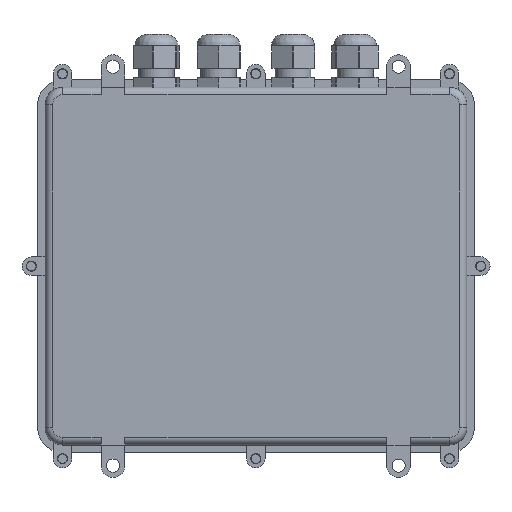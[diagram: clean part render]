
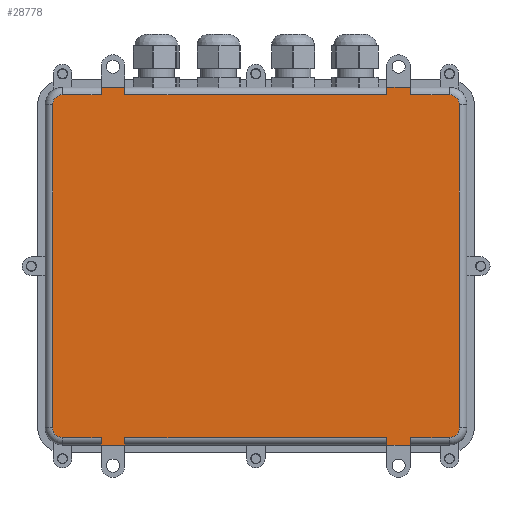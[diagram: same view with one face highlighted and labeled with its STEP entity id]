
A CAD part, front view. The second image highlights one B-rep face of the part: STEP entity #28778.
In plain terms, the highlighted planar face has unit normal (0, -1, 0).
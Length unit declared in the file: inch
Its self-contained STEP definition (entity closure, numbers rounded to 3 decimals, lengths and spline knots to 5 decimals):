
#26113=CARTESIAN_POINT('',(2.63635,-1.32,0.425));
#26114=VERTEX_POINT('',#26113);
#26124=CARTESIAN_POINT('',(-2.63635,-1.32,0.425));
#26125=VERTEX_POINT('',#26124);
#26126=CARTESIAN_POINT('',(2.63635,-1.32,0.425));
#26127=DIRECTION('',(-1.0,0.0,0.0));
#26128=VECTOR('',#26127,5.27271);
#26129=LINE('',#26126,#26128);
#26130=EDGE_CURVE('',#26114,#26125,#26129,.T.);
#26218=CARTESIAN_POINT('',(3.11365,-1.32,0.425));
#26219=VERTEX_POINT('',#26218);
#26237=CARTESIAN_POINT('',(3.89844,-1.32,0.425));
#26238=VERTEX_POINT('',#26237);
#26246=CARTESIAN_POINT('',(3.89844,-1.32,0.425));
#26247=DIRECTION('',(-1.0,0.0,0.0));
#26248=VECTOR('',#26247,0.78479);
#26249=LINE('',#26246,#26248);
#26250=EDGE_CURVE('',#26238,#26219,#26249,.T.);
#26262=CARTESIAN_POINT('',(4.09844,-1.32,0.625));
#26263=VERTEX_POINT('',#26262);
#26271=CARTESIAN_POINT('',(3.89844,-1.32,0.625));
#26272=DIRECTION('',(0.0,1.0,0.0));
#26273=DIRECTION('',(0.707,0.0,-0.707));
#26274=AXIS2_PLACEMENT_3D('',#26271,#26272,#26273);
#26275=CIRCLE('',#26274,0.2);
#26276=EDGE_CURVE('',#26263,#26238,#26275,.T.);
#26296=CARTESIAN_POINT('',(4.09844,-1.32,7.125));
#26297=VERTEX_POINT('',#26296);
#26305=CARTESIAN_POINT('',(4.09844,-1.32,7.125));
#26306=DIRECTION('',(0.0,0.0,-1.0));
#26307=VECTOR('',#26306,6.5);
#26308=LINE('',#26305,#26307);
#26309=EDGE_CURVE('',#26297,#26263,#26308,.T.);
#26328=CARTESIAN_POINT('',(3.89844,-1.32,7.325));
#26329=VERTEX_POINT('',#26328);
#26337=CARTESIAN_POINT('',(3.89844,-1.32,7.125));
#26338=DIRECTION('',(0.0,1.0,0.0));
#26339=DIRECTION('',(0.707,0.0,0.707));
#26340=AXIS2_PLACEMENT_3D('',#26337,#26338,#26339);
#26341=CIRCLE('',#26340,0.2);
#26342=EDGE_CURVE('',#26329,#26297,#26341,.T.);
#26360=CARTESIAN_POINT('',(3.11365,-1.32,7.325));
#26361=VERTEX_POINT('',#26360);
#26371=CARTESIAN_POINT('',(3.11365,-1.32,7.325));
#26372=DIRECTION('',(1.0,0.0,0.0));
#26373=VECTOR('',#26372,0.78479);
#26374=LINE('',#26371,#26373);
#26375=EDGE_CURVE('',#26361,#26329,#26374,.T.);
#26593=CARTESIAN_POINT('',(-2.63635,-1.32,7.325));
#26594=VERTEX_POINT('',#26593);
#26604=CARTESIAN_POINT('',(2.63635,-1.32,7.325));
#26605=VERTEX_POINT('',#26604);
#26606=CARTESIAN_POINT('',(-2.63635,-1.32,7.325));
#26607=DIRECTION('',(1.0,0.0,0.0));
#26608=VECTOR('',#26607,5.27271);
#26609=LINE('',#26606,#26608);
#26610=EDGE_CURVE('',#26594,#26605,#26609,.T.);
#26774=CARTESIAN_POINT('',(-3.11365,-1.32,7.325));
#26775=VERTEX_POINT('',#26774);
#26793=CARTESIAN_POINT('',(-3.89062,-1.32,7.325));
#26794=VERTEX_POINT('',#26793);
#26802=CARTESIAN_POINT('',(-3.89063,-1.32,7.325));
#26803=DIRECTION('',(1.0,0.0,0.0));
#26804=VECTOR('',#26803,0.77698);
#26805=LINE('',#26802,#26804);
#26806=EDGE_CURVE('',#26794,#26775,#26805,.T.);
#26818=CARTESIAN_POINT('',(-4.09062,-1.32,7.125));
#26819=VERTEX_POINT('',#26818);
#26827=CARTESIAN_POINT('',(-3.89062,-1.32,7.125));
#26828=DIRECTION('',(0.0,1.0,0.0));
#26829=DIRECTION('',(-0.707,0.0,0.707));
#26830=AXIS2_PLACEMENT_3D('',#26827,#26828,#26829);
#26831=CIRCLE('',#26830,0.2);
#26832=EDGE_CURVE('',#26819,#26794,#26831,.T.);
#26852=CARTESIAN_POINT('',(-4.09062,-1.32,0.625));
#26853=VERTEX_POINT('',#26852);
#26861=CARTESIAN_POINT('',(-4.09062,-1.32,0.625));
#26862=DIRECTION('',(0.0,0.0,1.0));
#26863=VECTOR('',#26862,6.5);
#26864=LINE('',#26861,#26863);
#26865=EDGE_CURVE('',#26853,#26819,#26864,.T.);
#26884=CARTESIAN_POINT('',(-3.89062,-1.32,0.425));
#26885=VERTEX_POINT('',#26884);
#26893=CARTESIAN_POINT('',(-3.89062,-1.32,0.625));
#26894=DIRECTION('',(0.0,1.0,0.0));
#26895=DIRECTION('',(-0.707,0.0,-0.707));
#26896=AXIS2_PLACEMENT_3D('',#26893,#26894,#26895);
#26897=CIRCLE('',#26896,0.2);
#26898=EDGE_CURVE('',#26885,#26853,#26897,.T.);
#26916=CARTESIAN_POINT('',(-3.11365,-1.32,0.425));
#26917=VERTEX_POINT('',#26916);
#26927=CARTESIAN_POINT('',(-3.11365,-1.32,0.425));
#26928=DIRECTION('',(-1.0,0.0,0.0));
#26929=VECTOR('',#26928,0.77698);
#26930=LINE('',#26927,#26929);
#26931=EDGE_CURVE('',#26917,#26885,#26930,.T.);
#27149=CARTESIAN_POINT('',(3.11365,-1.32,7.475));
#27150=VERTEX_POINT('',#27149);
#27151=CARTESIAN_POINT('',(2.63635,-1.32,7.475));
#27152=VERTEX_POINT('',#27151);
#27153=CARTESIAN_POINT('',(3.11365,-1.32,7.475));
#27154=DIRECTION('',(-1.0,0.0,0.0));
#27155=VECTOR('',#27154,0.47729);
#27156=LINE('',#27153,#27155);
#27157=EDGE_CURVE('',#27150,#27152,#27156,.T.);
#27220=CARTESIAN_POINT('',(-2.63635,-1.32,7.475));
#27221=VERTEX_POINT('',#27220);
#27222=CARTESIAN_POINT('',(-3.11365,-1.32,7.475));
#27223=VERTEX_POINT('',#27222);
#27224=CARTESIAN_POINT('',(-2.63635,-1.32,7.475));
#27225=DIRECTION('',(-1.0,0.0,0.0));
#27226=VECTOR('',#27225,0.47729);
#27227=LINE('',#27224,#27226);
#27228=EDGE_CURVE('',#27221,#27223,#27227,.T.);
#27291=CARTESIAN_POINT('',(2.63635,-1.32,0.275));
#27292=VERTEX_POINT('',#27291);
#27293=CARTESIAN_POINT('',(3.11365,-1.32,0.275));
#27294=VERTEX_POINT('',#27293);
#27295=CARTESIAN_POINT('',(2.63635,-1.32,0.275));
#27296=DIRECTION('',(1.0,0.0,0.0));
#27297=VECTOR('',#27296,0.47729);
#27298=LINE('',#27295,#27297);
#27299=EDGE_CURVE('',#27292,#27294,#27298,.T.);
#27362=CARTESIAN_POINT('',(-3.11365,-1.32,0.275));
#27363=VERTEX_POINT('',#27362);
#27364=CARTESIAN_POINT('',(-2.63635,-1.32,0.275));
#27365=VERTEX_POINT('',#27364);
#27366=CARTESIAN_POINT('',(-3.11365,-1.32,0.275));
#27367=DIRECTION('',(1.0,0.0,0.0));
#27368=VECTOR('',#27367,0.47729);
#27369=LINE('',#27366,#27368);
#27370=EDGE_CURVE('',#27363,#27365,#27369,.T.);
#27486=CARTESIAN_POINT('',(-3.11365,-1.32,0.275));
#27487=DIRECTION('',(0.0,0.0,1.0));
#27488=VECTOR('',#27487,0.15);
#27489=LINE('',#27486,#27488);
#27490=EDGE_CURVE('',#27363,#26917,#27489,.T.);
#27535=CARTESIAN_POINT('',(-2.63635,-1.32,0.425));
#27536=DIRECTION('',(0.0,0.0,-1.0));
#27537=VECTOR('',#27536,0.15);
#27538=LINE('',#27535,#27537);
#27539=EDGE_CURVE('',#26125,#27365,#27538,.T.);
#27676=CARTESIAN_POINT('',(-2.63635,-1.32,7.475));
#27677=DIRECTION('',(0.0,0.0,-1.0));
#27678=VECTOR('',#27677,0.15);
#27679=LINE('',#27676,#27678);
#27680=EDGE_CURVE('',#27221,#26594,#27679,.T.);
#27725=CARTESIAN_POINT('',(-3.11365,-1.32,7.325));
#27726=DIRECTION('',(0.0,0.0,1.0));
#27727=VECTOR('',#27726,0.15);
#27728=LINE('',#27725,#27727);
#27729=EDGE_CURVE('',#26775,#27223,#27728,.T.);
#27866=CARTESIAN_POINT('',(3.11365,-1.32,7.475));
#27867=DIRECTION('',(0.0,0.0,-1.0));
#27868=VECTOR('',#27867,0.15);
#27869=LINE('',#27866,#27868);
#27870=EDGE_CURVE('',#27150,#26361,#27869,.T.);
#27915=CARTESIAN_POINT('',(2.63635,-1.32,7.325));
#27916=DIRECTION('',(0.0,0.0,1.0));
#27917=VECTOR('',#27916,0.15);
#27918=LINE('',#27915,#27917);
#27919=EDGE_CURVE('',#26605,#27152,#27918,.T.);
#28056=CARTESIAN_POINT('',(2.63635,-1.32,0.275));
#28057=DIRECTION('',(0.0,0.0,1.0));
#28058=VECTOR('',#28057,0.15);
#28059=LINE('',#28056,#28058);
#28060=EDGE_CURVE('',#27292,#26114,#28059,.T.);
#28105=CARTESIAN_POINT('',(3.11365,-1.32,0.425));
#28106=DIRECTION('',(0.0,0.0,-1.0));
#28107=VECTOR('',#28106,0.15);
#28108=LINE('',#28105,#28107);
#28109=EDGE_CURVE('',#26219,#27294,#28108,.T.);
#28747=CARTESIAN_POINT('',(0.00391,-1.32,3.875));
#28748=DIRECTION('',(0.0,1.0,0.0));
#28749=DIRECTION('',(0.0,0.0,1.0));
#28750=AXIS2_PLACEMENT_3D('',#28747,#28748,#28749);
#28751=PLANE('',#28750);
#28752=ORIENTED_EDGE('',*,*,#28060,.F.);
#28753=ORIENTED_EDGE('',*,*,#27299,.T.);
#28754=ORIENTED_EDGE('',*,*,#28109,.F.);
#28755=ORIENTED_EDGE('',*,*,#26250,.F.);
#28756=ORIENTED_EDGE('',*,*,#26276,.F.);
#28757=ORIENTED_EDGE('',*,*,#26309,.F.);
#28758=ORIENTED_EDGE('',*,*,#26342,.F.);
#28759=ORIENTED_EDGE('',*,*,#26375,.F.);
#28760=ORIENTED_EDGE('',*,*,#27870,.F.);
#28761=ORIENTED_EDGE('',*,*,#27157,.T.);
#28762=ORIENTED_EDGE('',*,*,#27919,.F.);
#28763=ORIENTED_EDGE('',*,*,#26610,.F.);
#28764=ORIENTED_EDGE('',*,*,#27680,.F.);
#28765=ORIENTED_EDGE('',*,*,#27228,.T.);
#28766=ORIENTED_EDGE('',*,*,#27729,.F.);
#28767=ORIENTED_EDGE('',*,*,#26806,.F.);
#28768=ORIENTED_EDGE('',*,*,#26832,.F.);
#28769=ORIENTED_EDGE('',*,*,#26865,.F.);
#28770=ORIENTED_EDGE('',*,*,#26898,.F.);
#28771=ORIENTED_EDGE('',*,*,#26931,.F.);
#28772=ORIENTED_EDGE('',*,*,#27490,.F.);
#28773=ORIENTED_EDGE('',*,*,#27370,.T.);
#28774=ORIENTED_EDGE('',*,*,#27539,.F.);
#28775=ORIENTED_EDGE('',*,*,#26130,.F.);
#28776=EDGE_LOOP('',(#28752,#28753,#28754,#28755,#28756,#28757,#28758,#28759,#28760,#28761,#28762,#28763,#28764,#28765,#28766,#28767,#28768,#28769,#28770,#28771,#28772,#28773,#28774,#28775));
#28777=FACE_OUTER_BOUND('',#28776,.T.);
#28778=ADVANCED_FACE('',(#28777),#28751,.F.);
